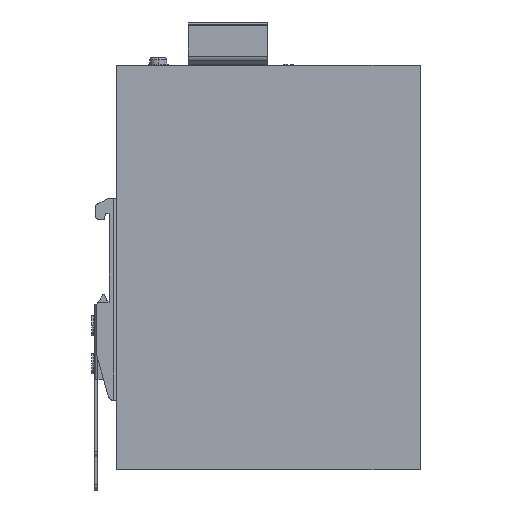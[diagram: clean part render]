
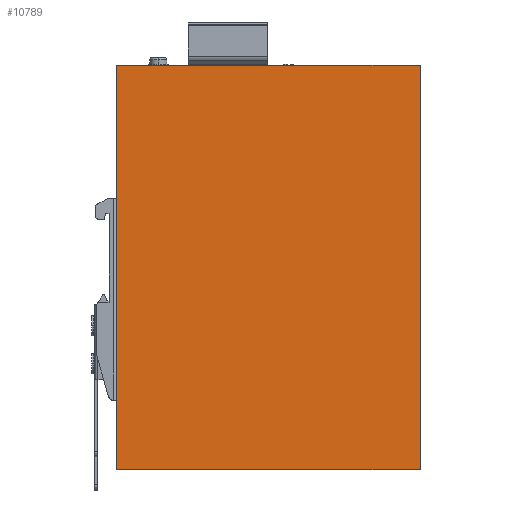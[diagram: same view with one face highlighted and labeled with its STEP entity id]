
A CAD part, top view. The second image highlights one B-rep face of the part: STEP entity #10789.
In plain terms, the highlighted planar face has unit normal (0, 0, 1).
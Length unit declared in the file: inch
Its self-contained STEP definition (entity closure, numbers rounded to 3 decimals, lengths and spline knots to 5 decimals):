
#536 = CARTESIAN_POINT ( 'NONE',  ( 0.11811, 0., 1.9685 ) ) ;
#736 = LINE ( 'NONE', #5260, #6668 ) ;
#870 = CARTESIAN_POINT ( 'NONE',  ( 4.85433, 6.31102, 1.9685 ) ) ;
#1323 = VERTEX_POINT ( 'NONE', #7486 ) ;
#1501 = LINE ( 'NONE', #9483, #12527 ) ;
#1798 = AXIS2_PLACEMENT_3D ( 'NONE', #870, #2178, #10093 ) ;
#1983 = EDGE_CURVE ( 'NONE', #10877, #10153, #12868, .T. ) ;
#2178 = DIRECTION ( 'NONE',  ( 0., 0., -1. ) ) ;
#3001 = DIRECTION ( 'NONE',  ( 1., 0., 0. ) ) ;
#4286 = ORIENTED_EDGE ( 'NONE', *, *, #9711, .F. ) ;
#4373 = FACE_OUTER_BOUND ( 'NONE', #13201, .T. ) ;
#5260 = CARTESIAN_POINT ( 'NONE',  ( 4.85433, 6.31102, 1.9685 ) ) ;
#5322 = PLANE ( 'NONE',  #1798 ) ;
#5355 = CARTESIAN_POINT ( 'NONE',  ( 0.11811, 6.31102, 1.9685 ) ) ;
#5574 = DIRECTION ( 'NONE',  ( 0., 1., 0. ) ) ;
#5863 = ORIENTED_EDGE ( 'NONE', *, *, #1983, .F. ) ;
#6668 = VECTOR ( 'NONE', #3001, 39.37008 ) ;
#7234 = VERTEX_POINT ( 'NONE', #8759 ) ;
#7486 = CARTESIAN_POINT ( 'NONE',  ( 4.85433, 6.31102, 1.9685 ) ) ;
#7636 = VECTOR ( 'NONE', #5574, 39.37008 ) ;
#8479 = DIRECTION ( 'NONE',  ( -1., 0., 0. ) ) ;
#8759 = CARTESIAN_POINT ( 'NONE',  ( 0.11811, 6.31102, 1.9685 ) ) ;
#9050 = EDGE_CURVE ( 'NONE', #7234, #1323, #736, .T. ) ;
#9341 = DIRECTION ( 'NONE',  ( 0., -1., 0. ) ) ;
#9483 = CARTESIAN_POINT ( 'NONE',  ( 4.85433, 6.31102, 1.9685 ) ) ;
#9711 = EDGE_CURVE ( 'NONE', #1323, #10877, #1501, .T. ) ;
#10093 = DIRECTION ( 'NONE',  ( -1., 0., 0. ) ) ;
#10153 = VERTEX_POINT ( 'NONE', #536 ) ;
#10228 = EDGE_CURVE ( 'NONE', #10153, #7234, #14365, .T. ) ;
#10543 = ORIENTED_EDGE ( 'NONE', *, *, #10228, .F. ) ;
#10789 = ADVANCED_FACE ( 'NONE', ( #4373 ), #5322, .F. ) ;
#10877 = VERTEX_POINT ( 'NONE', #11540 ) ;
#10945 = VECTOR ( 'NONE', #8479, 39.37008 ) ;
#11149 = ORIENTED_EDGE ( 'NONE', *, *, #9050, .F. ) ;
#11540 = CARTESIAN_POINT ( 'NONE',  ( 4.85433, 0., 1.9685 ) ) ;
#11927 = CARTESIAN_POINT ( 'NONE',  ( 4.85433, 0., 1.9685 ) ) ;
#12527 = VECTOR ( 'NONE', #9341, 39.37008 ) ;
#12868 = LINE ( 'NONE', #11927, #10945 ) ;
#13201 = EDGE_LOOP ( 'NONE', ( #5863, #4286, #11149, #10543 ) ) ;
#14365 = LINE ( 'NONE', #5355, #7636 ) ;
